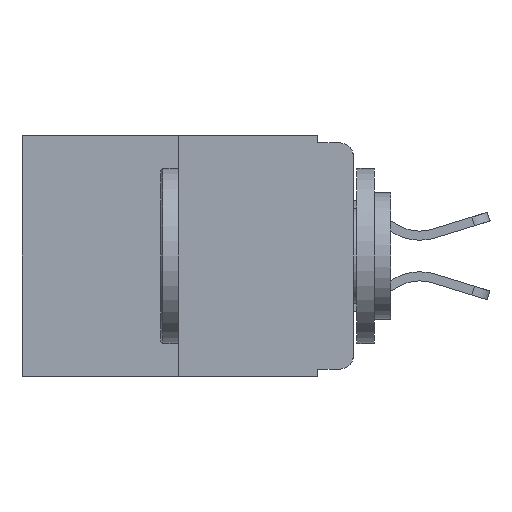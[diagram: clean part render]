
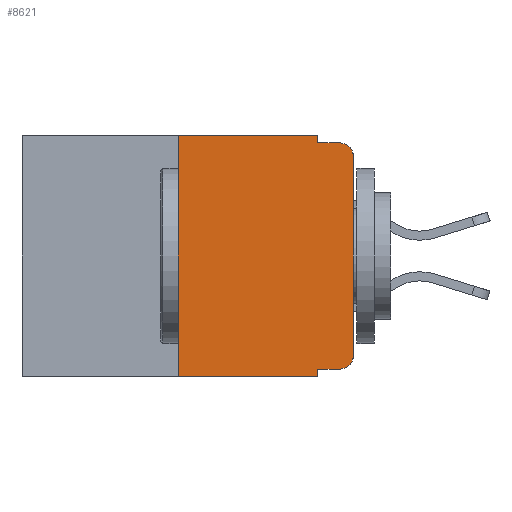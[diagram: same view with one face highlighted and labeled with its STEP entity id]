
A CAD part, left-side view. The second image highlights one B-rep face of the part: STEP entity #8621.
In plain terms, the highlighted planar face has unit normal (-1, 0, 0).
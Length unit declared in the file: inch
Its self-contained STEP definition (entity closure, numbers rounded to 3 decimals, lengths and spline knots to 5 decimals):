
#300 = VECTOR ( 'NONE', #8502, 39.37008 ) ;
#507 = AXIS2_PLACEMENT_3D ( 'NONE', #11937, #6847, #18684 ) ;
#1046 = AXIS2_PLACEMENT_3D ( 'NONE', #21733, #11743, #1455 ) ;
#1191 = DIRECTION ( 'NONE',  ( 0., 0., 1. ) ) ;
#1455 = DIRECTION ( 'NONE',  ( 0., 0., -1. ) ) ;
#2013 = VERTEX_POINT ( 'NONE', #6021 ) ;
#2433 = VECTOR ( 'NONE', #16562, 39.37008 ) ;
#2968 = DIRECTION ( 'NONE',  ( 0., 0., 1. ) ) ;
#3561 = ORIENTED_EDGE ( 'NONE', *, *, #8818, .T. ) ;
#4336 = CARTESIAN_POINT ( 'NONE',  ( 0., 0.051, -0.333 ) ) ;
#5066 = CARTESIAN_POINT ( 'NONE',  ( 0., 0.051, 0. ) ) ;
#5214 = VECTOR ( 'NONE', #1191, 39.37008 ) ;
#5661 = VERTEX_POINT ( 'NONE', #4336 ) ;
#5732 = CARTESIAN_POINT ( 'NONE',  ( 0., 0.051, -0.343 ) ) ;
#6021 = CARTESIAN_POINT ( 'NONE',  ( 0., 0.051, 0. ) ) ;
#6323 = CARTESIAN_POINT ( 'NONE',  ( 0., 0.051, -0.01 ) ) ;
#6486 = EDGE_CURVE ( 'NONE', #19000, #8577, #19574, .T. ) ;
#6772 = EDGE_CURVE ( 'NONE', #14650, #8030, #11494, .T. ) ;
#6847 = DIRECTION ( 'NONE',  ( 1., 0., 0. ) ) ;
#6899 = CARTESIAN_POINT ( 'NONE',  ( 0., 0., -0.03 ) ) ;
#7319 = LINE ( 'NONE', #16738, #18687 ) ;
#7498 = CARTESIAN_POINT ( 'NONE',  ( 0., 0.25, 0. ) ) ;
#8030 = VERTEX_POINT ( 'NONE', #5732 ) ;
#8271 = DIRECTION ( 'NONE',  ( -1., 0., 0. ) ) ;
#8356 = DIRECTION ( 'NONE',  ( 0., -1., 0. ) ) ;
#8502 = DIRECTION ( 'NONE',  ( 0., 0., -1. ) ) ;
#8577 = VERTEX_POINT ( 'NONE', #18542 ) ;
#8621 = ADVANCED_FACE ( 'NONE', ( #14781 ), #16891, .F. ) ;
#8657 = LINE ( 'NONE', #9813, #21501 ) ;
#8818 = EDGE_CURVE ( 'NONE', #5661, #19000, #20587, .T. ) ;
#8934 = ORIENTED_EDGE ( 'NONE', *, *, #15532, .T. ) ;
#9057 = CARTESIAN_POINT ( 'NONE',  ( 0., 0.051, 0. ) ) ;
#9116 = CARTESIAN_POINT ( 'NONE',  ( 0., 0.051, -0.333 ) ) ;
#9813 = CARTESIAN_POINT ( 'NONE',  ( 0., 0.25, 0. ) ) ;
#9951 = EDGE_CURVE ( 'NONE', #5661, #8030, #13435, .T. ) ;
#9995 = ORIENTED_EDGE ( 'NONE', *, *, #13308, .F. ) ;
#10680 = DIRECTION ( 'NONE',  ( 0., 0., -1. ) ) ;
#10804 = DIRECTION ( 'NONE',  ( 0., -1., 0. ) ) ;
#11036 = ORIENTED_EDGE ( 'NONE', *, *, #11060, .F. ) ;
#11060 = EDGE_CURVE ( 'NONE', #14650, #17147, #8657, .T. ) ;
#11494 = LINE ( 'NONE', #19097, #19380 ) ;
#11700 = AXIS2_PLACEMENT_3D ( 'NONE', #18370, #8271, #20050 ) ;
#11743 = DIRECTION ( 'NONE',  ( -1., 0., 0. ) ) ;
#11937 = CARTESIAN_POINT ( 'NONE',  ( 0., 0.473, 0. ) ) ;
#12718 = CARTESIAN_POINT ( 'NONE',  ( 0., 0.02, -0.333 ) ) ;
#13308 = EDGE_CURVE ( 'NONE', #2013, #21151, #19524, .T. ) ;
#13385 = ORIENTED_EDGE ( 'NONE', *, *, #14409, .F. ) ;
#13435 = LINE ( 'NONE', #5066, #300 ) ;
#13729 = EDGE_LOOP ( 'NONE', ( #21246, #8934, #13385, #9995, #14934, #11036, #19968, #21007, #3561, #22034 ) ) ;
#14409 = EDGE_CURVE ( 'NONE', #21151, #21036, #7319, .T. ) ;
#14477 = VECTOR ( 'NONE', #10680, 39.37008 ) ;
#14650 = VERTEX_POINT ( 'NONE', #17388 ) ;
#14781 = FACE_OUTER_BOUND ( 'NONE', #13729, .T. ) ;
#14934 = ORIENTED_EDGE ( 'NONE', *, *, #14975, .F. ) ;
#14975 = EDGE_CURVE ( 'NONE', #17147, #2013, #20988, .T. ) ;
#15160 = VERTEX_POINT ( 'NONE', #6899 ) ;
#15532 = EDGE_CURVE ( 'NONE', #15160, #21036, #18365, .T. ) ;
#15562 = VECTOR ( 'NONE', #10804, 39.37008 ) ;
#16485 = CARTESIAN_POINT ( 'NONE',  ( 0., 0.473, 0. ) ) ;
#16562 = DIRECTION ( 'NONE',  ( 0., -1., 0. ) ) ;
#16676 = EDGE_CURVE ( 'NONE', #8577, #15160, #19235, .T. ) ;
#16738 = CARTESIAN_POINT ( 'NONE',  ( 0., 0.051, -0.01 ) ) ;
#16891 = PLANE ( 'NONE',  #507 ) ;
#17147 = VERTEX_POINT ( 'NONE', #7498 ) ;
#17369 = DIRECTION ( 'NONE',  ( 0., -1., 0. ) ) ;
#17388 = CARTESIAN_POINT ( 'NONE',  ( 0., 0.25, -0.343 ) ) ;
#17856 = CARTESIAN_POINT ( 'NONE',  ( 0., 0.02, -0.01 ) ) ;
#18365 = CIRCLE ( 'NONE', #1046, 0.02 ) ;
#18370 = CARTESIAN_POINT ( 'NONE',  ( 0., 0.02, -0.313 ) ) ;
#18542 = CARTESIAN_POINT ( 'NONE',  ( 0., 0., -0.313 ) ) ;
#18684 = DIRECTION ( 'NONE',  ( 0., 0., -1. ) ) ;
#18687 = VECTOR ( 'NONE', #8356, 39.37008 ) ;
#19000 = VERTEX_POINT ( 'NONE', #12718 ) ;
#19097 = CARTESIAN_POINT ( 'NONE',  ( 0., 0.473, -0.343 ) ) ;
#19235 = LINE ( 'NONE', #21550, #5214 ) ;
#19380 = VECTOR ( 'NONE', #17369, 39.37008 ) ;
#19524 = LINE ( 'NONE', #9057, #14477 ) ;
#19574 = CIRCLE ( 'NONE', #11700, 0.02 ) ;
#19968 = ORIENTED_EDGE ( 'NONE', *, *, #6772, .T. ) ;
#20050 = DIRECTION ( 'NONE',  ( 0., 0., -1. ) ) ;
#20587 = LINE ( 'NONE', #9116, #15562 ) ;
#20988 = LINE ( 'NONE', #16485, #2433 ) ;
#21007 = ORIENTED_EDGE ( 'NONE', *, *, #9951, .F. ) ;
#21036 = VERTEX_POINT ( 'NONE', #17856 ) ;
#21151 = VERTEX_POINT ( 'NONE', #6323 ) ;
#21246 = ORIENTED_EDGE ( 'NONE', *, *, #16676, .T. ) ;
#21501 = VECTOR ( 'NONE', #2968, 39.37008 ) ;
#21550 = CARTESIAN_POINT ( 'NONE',  ( 0., 0., 0. ) ) ;
#21733 = CARTESIAN_POINT ( 'NONE',  ( 0., 0.02, -0.03 ) ) ;
#22034 = ORIENTED_EDGE ( 'NONE', *, *, #6486, .T. ) ;
